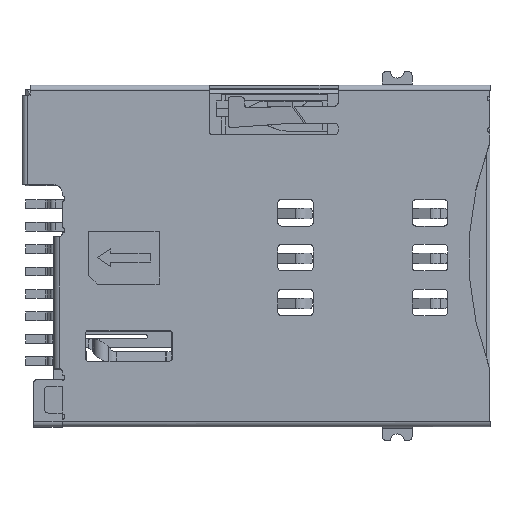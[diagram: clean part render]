
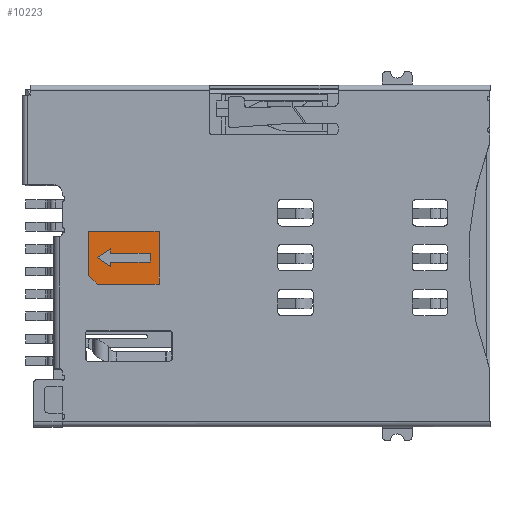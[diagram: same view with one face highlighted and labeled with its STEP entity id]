
A CAD part, top view. The second image highlights one B-rep face of the part: STEP entity #10223.
In plain terms, the highlighted planar face has unit normal (0, 0, 1).
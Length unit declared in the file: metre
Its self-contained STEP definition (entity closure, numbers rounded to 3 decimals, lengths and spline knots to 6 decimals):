
#5079 = EDGE_CURVE( '', #13186, #11359, #13187, .T. );
#5977 = EDGE_CURVE( '', #14563, #14564, #14565, .T. );
#6349 = EDGE_CURVE( '', #15095, #15096, #15097, .T. );
#6455 = EDGE_CURVE( '', #14564, #15243, #15244, .T. );
#8149 = EDGE_CURVE( '', #17506, #13388, #17507, .T. );
#8269 = EDGE_CURVE( '', #11359, #11131, #17650, .T. );
#8365 = EDGE_CURVE( '', #13186, #16617, #17768, .T. );
#8439 = EDGE_CURVE( '', #15243, #17506, #17857, .T. );
#8493 = EDGE_CURVE( '', #11131, #13222, #17918, .T. );
#8881 = EDGE_CURVE( '', #16617, #15096, #18383, .T. );
#9649 = EDGE_CURVE( '', #13222, #15095, #19312, .T. );
#10223 = ADVANCED_FACE( '', ( #19982, #19983 ), #19984, .T. );
#10403 = EDGE_CURVE( '', #14563, #13388, #20200, .T. );
#11131 = VERTEX_POINT( '', #21105 );
#11359 = VERTEX_POINT( '', #21447 );
#13186 = VERTEX_POINT( '', #24143 );
#13187 = LINE( '', #24144, #24145 );
#13222 = VERTEX_POINT( '', #24194 );
#13388 = VERTEX_POINT( '', #24463 );
#14563 = VERTEX_POINT( '', #26224 );
#14564 = VERTEX_POINT( '', #26225 );
#14565 = LINE( '', #26226, #26227 );
#15095 = VERTEX_POINT( '', #27071 );
#15096 = VERTEX_POINT( '', #27072 );
#15097 = LINE( '', #27073, #27074 );
#15243 = VERTEX_POINT( '', #27282 );
#15244 = LINE( '', #27283, #27284 );
#16617 = VERTEX_POINT( '', #29586 );
#17506 = VERTEX_POINT( '', #31102 );
#17507 = LINE( '', #31103, #31104 );
#17650 = LINE( '', #31343, #31344 );
#17768 = LINE( '', #31559, #31560 );
#17857 = LINE( '', #31698, #31699 );
#17918 = LINE( '', #31800, #31801 );
#18383 = LINE( '', #32633, #32634 );
#19312 = LINE( '', #34215, #34216 );
#19982 = FACE_OUTER_BOUND( '', #35285, .T. );
#19983 = FACE_BOUND( '', #35286, .T. );
#19984 = PLANE( '', #35287 );
#20200 = LINE( '', #35614, #35615 );
#21105 = CARTESIAN_POINT( '', ( -0.008533, -0.000542, 0.001823 ) );
#21447 = CARTESIAN_POINT( '', ( -0.008533, -0.000292, 0.001823 ) );
#24143 = CARTESIAN_POINT( '', ( -0.006283, -0.000292, 0.001823 ) );
#24144 = CARTESIAN_POINT( '', ( -0.006283, -0.000292, 0.001823 ) );
#24145 = VECTOR( '', #38322, 1. );
#24194 = CARTESIAN_POINT( '', ( -0.009283, -0.000042, 0.001823 ) );
#24463 = CARTESIAN_POINT( '', ( -0.005783, 0.001458, 0.001823 ) );
#26224 = CARTESIAN_POINT( '', ( -0.009783, 0.001458, 0.001823 ) );
#26225 = CARTESIAN_POINT( '', ( -0.009783, -0.001042, 0.001823 ) );
#26226 = CARTESIAN_POINT( '', ( -0.009783, 0.001458, 0.001823 ) );
#26227 = VECTOR( '', #39748, 1. );
#27071 = CARTESIAN_POINT( '', ( -0.008533, 0.000458, 0.001823 ) );
#27072 = CARTESIAN_POINT( '', ( -0.008533, 0.000208, 0.001823 ) );
#27073 = CARTESIAN_POINT( '', ( -0.008533, 0.000458, 0.001823 ) );
#27074 = VECTOR( '', #40324, 1. );
#27282 = CARTESIAN_POINT( '', ( -0.009283, -0.001542, 0.001823 ) );
#27283 = CARTESIAN_POINT( '', ( -0.009783, -0.001042, 0.001823 ) );
#27284 = VECTOR( '', #40516, 1. );
#29586 = CARTESIAN_POINT( '', ( -0.006283, 0.000208, 0.001823 ) );
#31102 = CARTESIAN_POINT( '', ( -0.005783, -0.001542, 0.001823 ) );
#31103 = CARTESIAN_POINT( '', ( -0.005783, -0.001542, 0.001823 ) );
#31104 = VECTOR( '', #43664, 1. );
#31343 = CARTESIAN_POINT( '', ( -0.008533, -0.000292, 0.001823 ) );
#31344 = VECTOR( '', #43842, 1. );
#31559 = CARTESIAN_POINT( '', ( -0.006283, -0.000292, 0.001823 ) );
#31560 = VECTOR( '', #44022, 1. );
#31698 = CARTESIAN_POINT( '', ( -0.009283, -0.001542, 0.001823 ) );
#31699 = VECTOR( '', #44161, 1. );
#31800 = CARTESIAN_POINT( '', ( -0.008533, -0.000542, 0.001823 ) );
#31801 = VECTOR( '', #44230, 1. );
#32633 = CARTESIAN_POINT( '', ( -0.006283, 0.000208, 0.001823 ) );
#32634 = VECTOR( '', #44851, 1. );
#34215 = CARTESIAN_POINT( '', ( -0.009283, -0.000042, 0.001823 ) );
#34216 = VECTOR( '', #46239, 1. );
#35285 = EDGE_LOOP( '', ( #47334, #47335, #47336, #47337, #47338 ) );
#35286 = EDGE_LOOP( '', ( #47339, #47340, #47341, #47342, #47343, #47344, #47345 ) );
#35287 = AXIS2_PLACEMENT_3D( '', #47346, #47347, #47348 );
#35614 = CARTESIAN_POINT( '', ( -0.009783, 0.001458, 0.001823 ) );
#35615 = VECTOR( '', #47681, 1. );
#38322 = DIRECTION( '', ( -1., 0., 0. ) );
#39748 = DIRECTION( '', ( 0., -1., 0. ) );
#40324 = DIRECTION( '', ( 0., -1., 0. ) );
#40516 = DIRECTION( '', ( 0.707, -0.707, 0. ) );
#43664 = DIRECTION( '', ( 0., 1., 0. ) );
#43842 = DIRECTION( '', ( 0., -1., 0. ) );
#44022 = DIRECTION( '', ( 0., 1., 0. ) );
#44161 = DIRECTION( '', ( 1., 0., 0. ) );
#44230 = DIRECTION( '', ( -0.832, 0.555, 0. ) );
#44851 = DIRECTION( '', ( -1., 0., 0. ) );
#46239 = DIRECTION( '', ( 0.832, 0.555, 0. ) );
#47334 = ORIENTED_EDGE( '', *, *, #6455, .T. );
#47335 = ORIENTED_EDGE( '', *, *, #8439, .T. );
#47336 = ORIENTED_EDGE( '', *, *, #8149, .T. );
#47337 = ORIENTED_EDGE( '', *, *, #10403, .F. );
#47338 = ORIENTED_EDGE( '', *, *, #5977, .T. );
#47339 = ORIENTED_EDGE( '', *, *, #8881, .F. );
#47340 = ORIENTED_EDGE( '', *, *, #8365, .F. );
#47341 = ORIENTED_EDGE( '', *, *, #5079, .T. );
#47342 = ORIENTED_EDGE( '', *, *, #8269, .T. );
#47343 = ORIENTED_EDGE( '', *, *, #8493, .T. );
#47344 = ORIENTED_EDGE( '', *, *, #9649, .T. );
#47345 = ORIENTED_EDGE( '', *, *, #6349, .T. );
#47346 = CARTESIAN_POINT( '', ( -0.006769, 0.000344, 0.001823 ) );
#47347 = DIRECTION( '', ( 0., 0., 1. ) );
#47348 = DIRECTION( '', ( 1., 0., 0. ) );
#47681 = DIRECTION( '', ( 1., 0., 0. ) );
